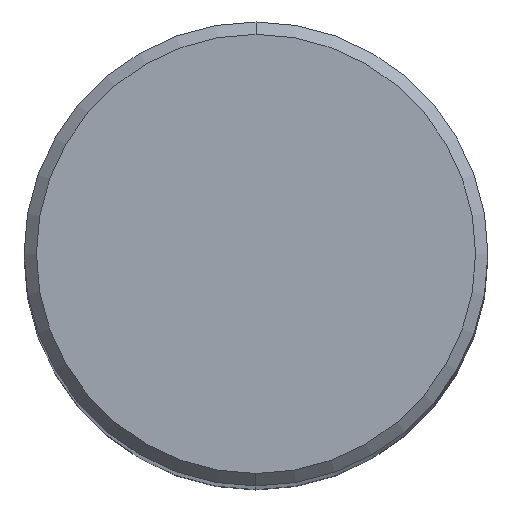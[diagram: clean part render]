
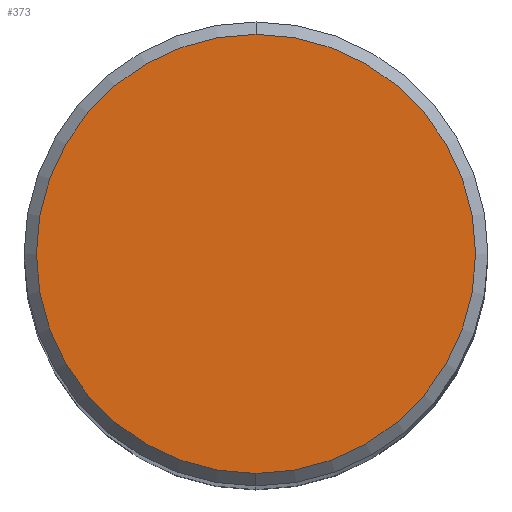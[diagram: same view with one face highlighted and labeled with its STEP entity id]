
A CAD part, top view. The second image highlights one B-rep face of the part: STEP entity #373.
In plain terms, the highlighted planar face has unit normal (0, 0, 1).
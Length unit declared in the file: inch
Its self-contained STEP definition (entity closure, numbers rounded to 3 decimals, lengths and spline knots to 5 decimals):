
#17 = DIRECTION ( 'NONE',  ( 0., 0., 1. ) ) ;
#41 = DIRECTION ( 'NONE',  ( 0., 0., -1. ) ) ;
#47 = DIRECTION ( 'NONE',  ( 0., 0., 1. ) ) ;
#66 = CARTESIAN_POINT ( 'NONE',  ( 0., -0.355, 0. ) ) ;
#82 = EDGE_CURVE ( 'NONE', #400, #312, #414, .T. ) ;
#99 = AXIS2_PLACEMENT_3D ( 'NONE', #302, #17, #264 ) ;
#127 = EDGE_CURVE ( 'NONE', #312, #400, #300, .T. ) ;
#163 = DIRECTION ( 'NONE',  ( 0., 1., 0. ) ) ;
#167 = FACE_OUTER_BOUND ( 'NONE', #190, .T. ) ;
#190 = EDGE_LOOP ( 'NONE', ( #228, #355 ) ) ;
#228 = ORIENTED_EDGE ( 'NONE', *, *, #127, .T. ) ;
#230 = AXIS2_PLACEMENT_3D ( 'NONE', #363, #41, #163 ) ;
#260 = AXIS2_PLACEMENT_3D ( 'NONE', #333, #47, #398 ) ;
#264 = DIRECTION ( 'NONE',  ( 0., -1., 0. ) ) ;
#300 = CIRCLE ( 'NONE', #99, 0.355 ) ;
#302 = CARTESIAN_POINT ( 'NONE',  ( 0., 0., 0. ) ) ;
#312 = VERTEX_POINT ( 'NONE', #389 ) ;
#333 = CARTESIAN_POINT ( 'NONE',  ( 0., 0., 0. ) ) ;
#355 = ORIENTED_EDGE ( 'NONE', *, *, #82, .T. ) ;
#357 = PLANE ( 'NONE',  #230 ) ;
#363 = CARTESIAN_POINT ( 'NONE',  ( 0., 0.355, 0. ) ) ;
#373 = ADVANCED_FACE ( 'NONE', ( #167 ), #357, .F. ) ;
#389 = CARTESIAN_POINT ( 'NONE',  ( 0., 0.355, 0. ) ) ;
#398 = DIRECTION ( 'NONE',  ( 0., -1., 0. ) ) ;
#400 = VERTEX_POINT ( 'NONE', #66 ) ;
#414 = CIRCLE ( 'NONE', #260, 0.355 ) ;
